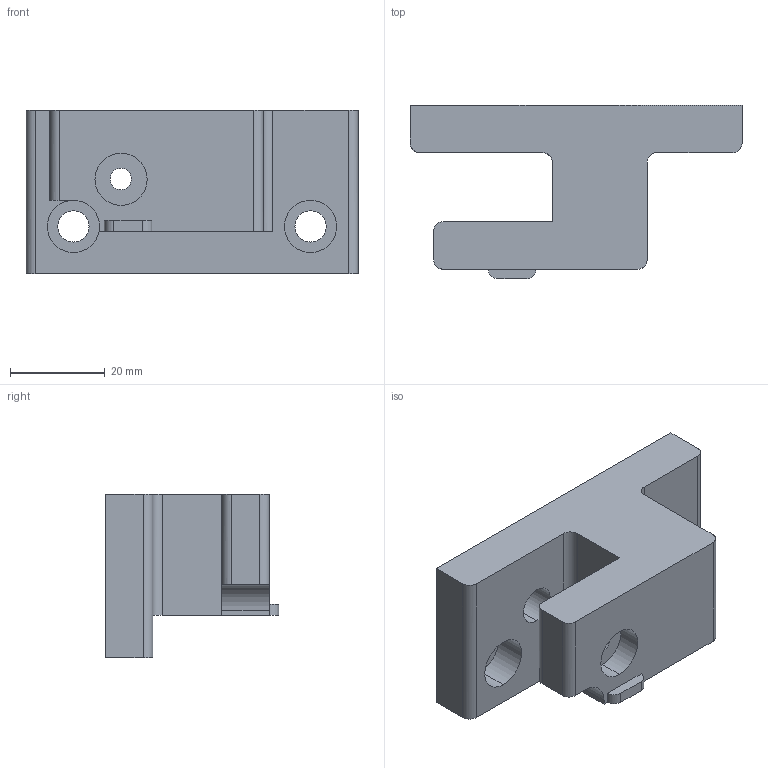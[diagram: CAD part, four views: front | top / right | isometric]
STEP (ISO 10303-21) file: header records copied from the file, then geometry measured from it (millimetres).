
FILE_DESCRIPTION (( 'STEP AP203' ), '1' );
FILE_NAME ('3_f150_sta.STEP', '2021-11-03T13:08:33', ( '' ), ( '' ), 'SwSTEP 2.0', 'SolidWorks 2020', '' );
FILE_SCHEMA (( 'CONFIG_CONTROL_DESIGN' ));
Length unit declared in the file: millimetre
Products named in the file (1): 3_f150_sta
Bounding box: 70 x 36.57 x 34.52 mm (x, y, z)
Volume: 39572.9 mm3; surface area: 11685.7 mm2
Topology: 1 solids, 1 shells, 55 faces, 142 edges, 93 vertices
Faces by surface type: cylinder 30, plane 23, cone 2
Entity records: 1772 total; most frequent: CARTESIAN_POINT 310, DIRECTION 298, ORIENTED_EDGE 280, EDGE_CURVE 140, AXIS2_PLACEMENT_3D 109, VERTEX_POINT 93, LINE 80, VECTOR 80
